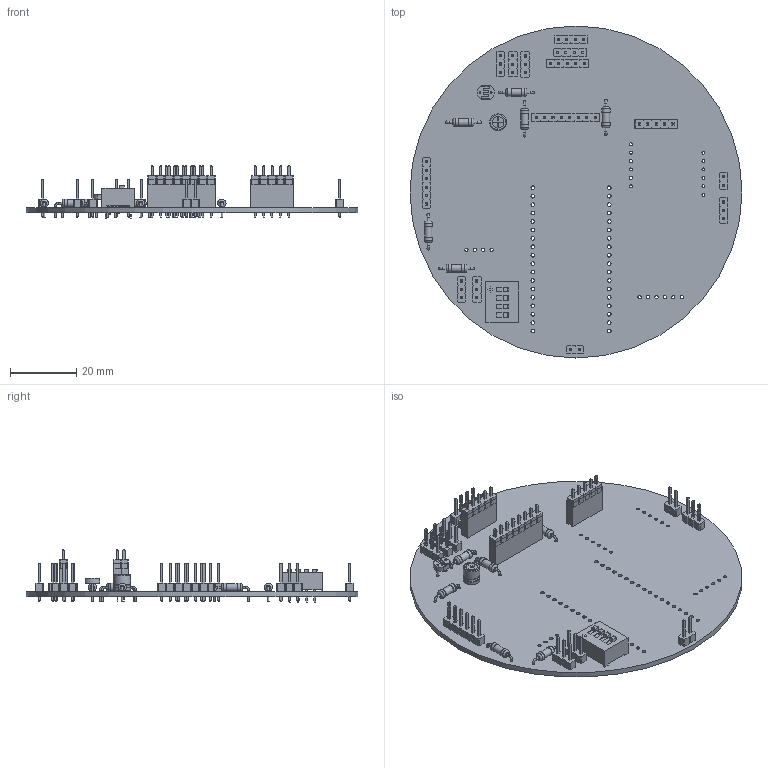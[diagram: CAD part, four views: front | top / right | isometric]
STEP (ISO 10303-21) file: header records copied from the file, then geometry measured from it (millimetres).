
FILE_DESCRIPTION(('KiCad electronic assembly'),'2;1');
FILE_NAME('cansat.step','2025-03-31T18:58:21',('Pcbnew'),('Kicad'), 'Open CASCADE STEP processor 7.8','KiCad to STEP converter','Unknown' );
FILE_SCHEMA(('AUTOMOTIVE_DESIGN { 1 0 10303 214 1 1 1 1 }'));
Length unit declared in the file: millimetre
Products named in the file (26): cansat 1; PinSocket_1x05_P2.54mm_Vertical; PinHeader_1x05_P2.54mm_Vertical; PinHeader_1x05_P254mm_Vertical; PinHeader_1x03_P2.54mm_Vertical; PinHeader_1x03_P254mm_Vertical; SW_DIP_SPSTx04_Slide_9.78x12.34mm_W7.62mm_P2.54mm; SW_DIP_SPSTx04_Slide_978x1234mm_W762mm_P254mm; R_Axial_DIN0207_L6.3mm_D2.5mm_P10.16mm_Horizontal; R_Axial_DIN0207_L63mm_D25mm_P1016mm_Horizontal; PinHeader_1x06_P2.54mm_Vertical; PinHeader_1x06_P254mm_Vertical; PinHeader_1x08_P2.54mm_Vertical; PinHeader_1x08_P254mm_Vertical; PinSocket_1x08_P2.54mm_Vertical; PinHeader_1x02_P2.54mm_Vertical; PinHeader_1x02_P254mm_Vertical; CP_Radial_D5.0mm_P2.50mm; CP_Radial_D50mm_P250mm; PinHeader_1x04_P2.54mm_Vertical; PinHeader_1x04_P254mm_Vertical; R_LDR_5.1x4.3mm_P3.4mm_Vertical; cansat_PCB
Assembly tree (39 placements, depth 3):
  cansat 1
    PinSocket_1x05_P2.54mm_Vertical  x2
      PinSocket_1x05_P2.54mm_Vertical
    PinHeader_1x05_P2.54mm_Vertical  x2
      PinHeader_1x05_P254mm_Vertical
    PinHeader_1x03_P2.54mm_Vertical  x6
      PinHeader_1x03_P254mm_Vertical
    SW_DIP_SPSTx04_Slide_9.78x12.34mm_W7.62mm_P2.54mm
      SW_DIP_SPSTx04_Slide_978x1234mm_W762mm_P254mm
    R_Axial_DIN0207_L6.3mm_D2.5mm_P10.16mm_Horizontal  x6
      R_Axial_DIN0207_L63mm_D25mm_P1016mm_Horizontal
    PinHeader_1x06_P2.54mm_Vertical
      PinHeader_1x06_P254mm_Vertical
    PinHeader_1x08_P2.54mm_Vertical
      PinHeader_1x08_P254mm_Vertical
    PinSocket_1x08_P2.54mm_Vertical
      PinSocket_1x08_P2.54mm_Vertical
    PinHeader_1x02_P2.54mm_Vertical  x2
      PinHeader_1x02_P254mm_Vertical
    CP_Radial_D5.0mm_P2.50mm
      CP_Radial_D50mm_P250mm
    PinHeader_1x04_P2.54mm_Vertical  x2
      PinHeader_1x04_P254mm_Vertical
    R_LDR_5.1x4.3mm_P3.4mm_Vertical
      R_LDR_5.1x4.3mm_P3.4mm_Vertical
    cansat_PCB
Bounding box: 100 x 100 x 15.7 mm (x, y, z)
Volume: 15367.4 mm3; surface area: 22313 mm2
Topology: 28 solids, 29 shells, 2331 faces, 5696 edges, 3610 vertices
Faces by surface type: plane 2088, cylinder 206, torus 26, bspline 6, revolution 5
Full cylindrical faces by diameter (mm): 0.5 x6, 0.6 x24, 0.762 x18, 0.8 x24, 0.9 x12, 1 x46, 1.1 x36, 2.25 x6, 2.5 x12, 100 x1
Entity records: 53306 total; most frequent: CARTESIAN_POINT 8152, ORIENTED_EDGE 7282, DIRECTION 6952, EDGE_CURVE 3641, LINE 3251, VECTOR 3251, VERTEX_POINT 2326, AXIS2_PLACEMENT_3D 1848
